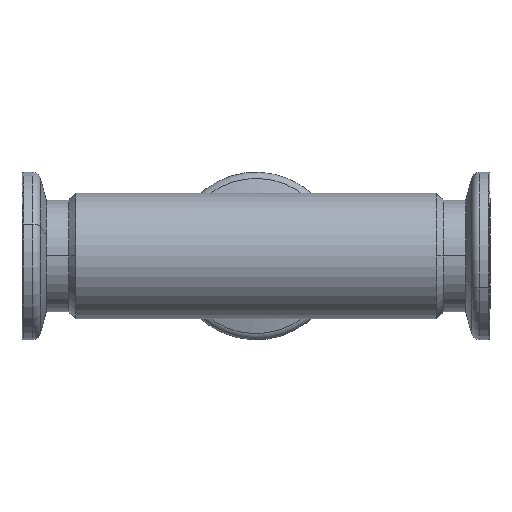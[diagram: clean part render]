
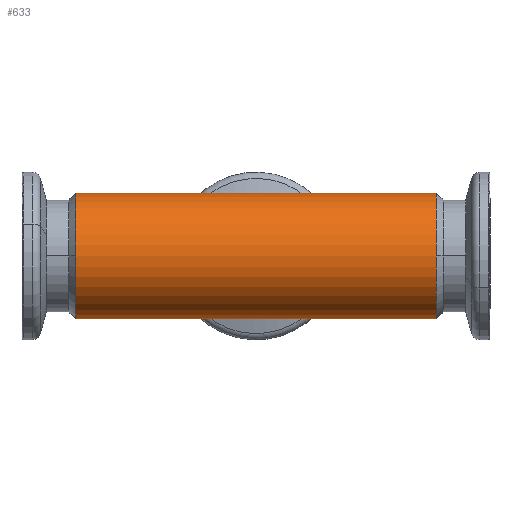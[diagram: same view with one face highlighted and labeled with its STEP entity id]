
A CAD part, front view. The second image highlights one B-rep face of the part: STEP entity #633.
In plain terms, the highlighted cylindrical face has radius 11.25 mm (diameter 22.5 mm), a partial arc.
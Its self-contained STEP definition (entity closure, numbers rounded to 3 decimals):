
#1 = DIRECTION ( 'NONE',  ( -1., 0., 0. ) ) ;
#9 = LINE ( 'NONE', #1024, #754 ) ;
#38 = VERTEX_POINT ( 'NONE', #208 ) ;
#41 = CARTESIAN_POINT ( 'NONE',  ( 38.4, 0., -11.25 ) ) ;
#58 = ORIENTED_EDGE ( 'NONE', *, *, #1177, .T. ) ;
#69 = EDGE_LOOP ( 'NONE', ( #404, #1281, #156, #58, #1005, #154, #70, #962 ) ) ;
#70 = ORIENTED_EDGE ( 'NONE', *, *, #521, .F. ) ;
#133 = LINE ( 'NONE', #383, #643 ) ;
#154 = ORIENTED_EDGE ( 'NONE', *, *, #695, .F. ) ;
#156 = ORIENTED_EDGE ( 'NONE', *, *, #580, .F. ) ;
#166 = DIRECTION ( 'NONE',  ( 0., -1., 0. ) ) ;
#208 = CARTESIAN_POINT ( 'NONE',  ( 32.275, -11.25, 0. ) ) ;
#213 = VERTEX_POINT ( 'NONE', #975 ) ;
#221 = EDGE_CURVE ( 'NONE', #38, #578, #757, .T. ) ;
#241 = AXIS2_PLACEMENT_3D ( 'NONE', #362, #559, #457 ) ;
#284 = CYLINDRICAL_SURFACE ( 'NONE', #1152, 11.25 ) ;
#351 = DIRECTION ( 'NONE',  ( 0., 0., 1. ) ) ;
#362 = CARTESIAN_POINT ( 'NONE',  ( 32.275, 0., 0. ) ) ;
#379 = DIRECTION ( 'NONE',  ( -1., 0., 0. ) ) ;
#383 = CARTESIAN_POINT ( 'NONE',  ( 38.4, 0., 11.25 ) ) ;
#404 = ORIENTED_EDGE ( 'NONE', *, *, #714, .F. ) ;
#419 = CARTESIAN_POINT ( 'NONE',  ( 38.4, 0., 0. ) ) ;
#432 = CARTESIAN_POINT ( 'NONE',  ( 38.4, 0., 11.25 ) ) ;
#444 = LINE ( 'NONE', #41, #1246 ) ;
#457 = DIRECTION ( 'NONE',  ( 0., 1., 0. ) ) ;
#469 = CIRCLE ( 'NONE', #1071, 11.25 ) ;
#508 = CARTESIAN_POINT ( 'NONE',  ( -32.275, 0., 11.25 ) ) ;
#521 = EDGE_CURVE ( 'NONE', #762, #1121, #843, .T. ) ;
#546 = EDGE_CURVE ( 'NONE', #577, #804, #771, .T. ) ;
#559 = DIRECTION ( 'NONE',  ( 1., 0., 0. ) ) ;
#577 = VERTEX_POINT ( 'NONE', #1100 ) ;
#578 = VERTEX_POINT ( 'NONE', #1159 ) ;
#580 = EDGE_CURVE ( 'NONE', #1070, #38, #981, .T. ) ;
#602 = CARTESIAN_POINT ( 'NONE',  ( -32.275, 0., -11.25 ) ) ;
#633 = ADVANCED_FACE ( 'NONE', ( #821 ), #284, .T. ) ;
#643 = VECTOR ( 'NONE', #1040, 1000. ) ;
#679 = DIRECTION ( 'NONE',  ( 0., 1., 0. ) ) ;
#690 = EDGE_CURVE ( 'NONE', #213, #762, #9, .T. ) ;
#695 = EDGE_CURVE ( 'NONE', #1121, #804, #469, .T. ) ;
#714 = EDGE_CURVE ( 'NONE', #578, #213, #444, .T. ) ;
#734 = VECTOR ( 'NONE', #379, 1000. ) ;
#754 = VECTOR ( 'NONE', #954, 1000. ) ;
#757 = CIRCLE ( 'NONE', #241, 11.25 ) ;
#759 = DIRECTION ( 'NONE',  ( -1., 0., 0. ) ) ;
#762 = VERTEX_POINT ( 'NONE', #602 ) ;
#763 = CARTESIAN_POINT ( 'NONE',  ( -32.275, 0., 0. ) ) ;
#771 = LINE ( 'NONE', #432, #734 ) ;
#804 = VERTEX_POINT ( 'NONE', #508 ) ;
#821 = FACE_OUTER_BOUND ( 'NONE', #69, .T. ) ;
#843 = CIRCLE ( 'NONE', #965, 11.25 ) ;
#851 = DIRECTION ( 'NONE',  ( -1., 0., 0. ) ) ;
#872 = DIRECTION ( 'NONE',  ( 0., -1., 0. ) ) ;
#951 = CARTESIAN_POINT ( 'NONE',  ( 32.275, 0., 0. ) ) ;
#954 = DIRECTION ( 'NONE',  ( -1., 0., 0. ) ) ;
#962 = ORIENTED_EDGE ( 'NONE', *, *, #690, .F. ) ;
#965 = AXIS2_PLACEMENT_3D ( 'NONE', #1111, #1043, #872 ) ;
#975 = CARTESIAN_POINT ( 'NONE',  ( 0., 0., -11.25 ) ) ;
#981 = CIRCLE ( 'NONE', #1032, 11.25 ) ;
#1005 = ORIENTED_EDGE ( 'NONE', *, *, #546, .T. ) ;
#1024 = CARTESIAN_POINT ( 'NONE',  ( 38.4, 0., -11.25 ) ) ;
#1032 = AXIS2_PLACEMENT_3D ( 'NONE', #951, #1196, #679 ) ;
#1040 = DIRECTION ( 'NONE',  ( -1., 0., 0. ) ) ;
#1043 = DIRECTION ( 'NONE',  ( -1., 0., 0. ) ) ;
#1070 = VERTEX_POINT ( 'NONE', #1175 ) ;
#1071 = AXIS2_PLACEMENT_3D ( 'NONE', #763, #759, #166 ) ;
#1100 = CARTESIAN_POINT ( 'NONE',  ( 0., 0., 11.25 ) ) ;
#1111 = CARTESIAN_POINT ( 'NONE',  ( -32.275, 0., 0. ) ) ;
#1121 = VERTEX_POINT ( 'NONE', #1254 ) ;
#1152 = AXIS2_PLACEMENT_3D ( 'NONE', #419, #1, #351 ) ;
#1159 = CARTESIAN_POINT ( 'NONE',  ( 32.275, 0., -11.25 ) ) ;
#1175 = CARTESIAN_POINT ( 'NONE',  ( 32.275, 0., 11.25 ) ) ;
#1177 = EDGE_CURVE ( 'NONE', #1070, #577, #133, .T. ) ;
#1196 = DIRECTION ( 'NONE',  ( 1., 0., 0. ) ) ;
#1246 = VECTOR ( 'NONE', #851, 1000. ) ;
#1254 = CARTESIAN_POINT ( 'NONE',  ( -32.275, -11.25, 0. ) ) ;
#1281 = ORIENTED_EDGE ( 'NONE', *, *, #221, .F. ) ;
